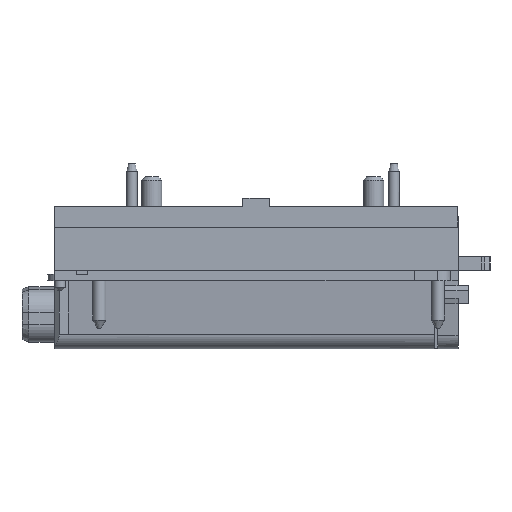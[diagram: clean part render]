
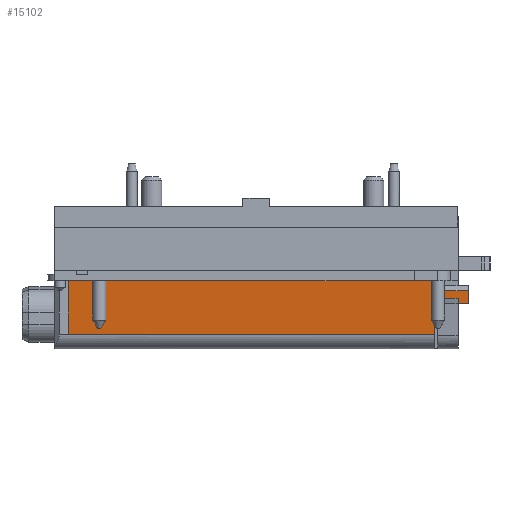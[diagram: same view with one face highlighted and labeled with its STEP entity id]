
A CAD part, front view. The second image highlights one B-rep face of the part: STEP entity #15102.
In plain terms, the highlighted planar face has unit normal (0, -0.996, -0.087).
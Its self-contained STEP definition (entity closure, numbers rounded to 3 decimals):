
#1640=FACE_OUTER_BOUND('',#21454,.T.);
#3617=LINE('',#57616,#17374);
#4745=LINE('',#60088,#18502);
#4748=LINE('',#60094,#18505);
#4756=LINE('',#60115,#18513);
#4760=LINE('',#60123,#18517);
#4763=LINE('',#60131,#18520);
#4792=LINE('',#60216,#18549);
#4795=LINE('',#60223,#18552);
#4814=LINE('',#60279,#18571);
#4846=LINE('',#60344,#18603);
#4849=LINE('',#60350,#18606);
#4850=LINE('',#60352,#18607);
#4851=LINE('',#60353,#18608);
#4852=LINE('',#60354,#18609);
#13472=PLANE('',#39919);
#15102=ADVANCED_FACE('',(#1640),#13472,.T.);
#17374=VECTOR('',#43712,1.);
#18502=VECTOR('',#45818,1.);
#18505=VECTOR('',#45823,1.);
#18513=VECTOR('',#45839,1.);
#18517=VECTOR('',#45845,1.);
#18520=VECTOR('',#45850,1.);
#18549=VECTOR('',#45937,1.);
#18552=VECTOR('',#45942,1.);
#18571=VECTOR('',#46005,1.);
#18603=VECTOR('',#46085,1.);
#18606=VECTOR('',#46094,1.);
#18607=VECTOR('',#46097,1.);
#18608=VECTOR('',#46098,1.);
#18609=VECTOR('',#46099,1.);
#21454=EDGE_LOOP('',(#28116,#28117,#28118,#28119,#28120,#28121,#28122,#28123,
#28124,#28125,#28126,#28127,#28128,#28129));
#28116=ORIENTED_EDGE('',*,*,#36018,.F.);
#28117=ORIENTED_EDGE('',*,*,#36137,.F.);
#28118=ORIENTED_EDGE('',*,*,#34802,.T.);
#28119=ORIENTED_EDGE('',*,*,#36138,.F.);
#28120=ORIENTED_EDGE('',*,*,#36008,.T.);
#28121=ORIENTED_EDGE('',*,*,#36005,.T.);
#28122=ORIENTED_EDGE('',*,*,#36026,.T.);
#28123=ORIENTED_EDGE('',*,*,#36139,.T.);
#28124=ORIENTED_EDGE('',*,*,#36067,.F.);
#28125=ORIENTED_EDGE('',*,*,#36070,.F.);
#28126=ORIENTED_EDGE('',*,*,#36097,.F.);
#28127=ORIENTED_EDGE('',*,*,#36134,.T.);
#28128=ORIENTED_EDGE('',*,*,#36022,.T.);
#28129=ORIENTED_EDGE('',*,*,#36140,.F.);
#31473=VERTEX_POINT('',#57615);
#31474=VERTEX_POINT('',#57617);
#32328=VERTEX_POINT('',#60087);
#32329=VERTEX_POINT('',#60089);
#32331=VERTEX_POINT('',#60095);
#32339=VERTEX_POINT('',#60114);
#32340=VERTEX_POINT('',#60116);
#32342=VERTEX_POINT('',#60122);
#32343=VERTEX_POINT('',#60124);
#32346=VERTEX_POINT('',#60130);
#32374=VERTEX_POINT('',#60217);
#32375=VERTEX_POINT('',#60218);
#32377=VERTEX_POINT('',#60224);
#32392=VERTEX_POINT('',#60280);
#34802=EDGE_CURVE('',#31474,#31473,#3617,.T.);
#36005=EDGE_CURVE('',#32329,#32328,#4745,.T.);
#36008=EDGE_CURVE('',#32331,#32329,#4748,.T.);
#36018=EDGE_CURVE('',#32339,#32340,#4756,.T.);
#36022=EDGE_CURVE('',#32343,#32342,#4760,.T.);
#36026=EDGE_CURVE('',#32328,#32346,#4763,.T.);
#36067=EDGE_CURVE('',#32374,#32375,#4792,.T.);
#36070=EDGE_CURVE('',#32377,#32374,#4795,.T.);
#36097=EDGE_CURVE('',#32392,#32377,#4814,.T.);
#36134=EDGE_CURVE('',#32392,#32343,#4846,.T.);
#36137=EDGE_CURVE('',#31474,#32339,#4849,.T.);
#36138=EDGE_CURVE('',#32331,#31473,#4850,.T.);
#36139=EDGE_CURVE('',#32346,#32375,#4851,.T.);
#36140=EDGE_CURVE('',#32340,#32342,#4852,.T.);
#39919=AXIS2_PLACEMENT_3D('',#60355,#46100,#46101);
#43712=DIRECTION('',(0.,0.087,-0.996));
#45818=DIRECTION('',(-1.,0.,0.));
#45823=DIRECTION('',(0.,-0.087,0.996));
#45839=DIRECTION('',(0.,0.087,-0.996));
#45845=DIRECTION('',(0.,-0.087,0.996));
#45850=DIRECTION('',(0.,-0.087,0.996));
#45937=DIRECTION('',(0.,-0.087,0.996));
#45942=DIRECTION('',(1.,0.,0.));
#46005=DIRECTION('',(0.087,-0.087,0.992));
#46085=DIRECTION('',(1.,0.,0.));
#46094=DIRECTION('',(-1.,0.,0.));
#46097=DIRECTION('',(-1.,0.,0.));
#46098=DIRECTION('',(-1.,0.,0.));
#46099=DIRECTION('',(-1.,0.,0.));
#46100=DIRECTION('',(0.,-0.996,-0.087));
#46101=DIRECTION('',(0.,0.087,-0.996));
#57615=CARTESIAN_POINT('',(60.05,-52.404,-9.812));
#57616=CARTESIAN_POINT('',(60.05,-53.,-3.));
#57617=CARTESIAN_POINT('',(60.05,-52.536,-8.3));
#60087=CARTESIAN_POINT('',(53.,-52.736,-6.016));
#60088=CARTESIAN_POINT('',(63.1,-52.736,-6.016));
#60089=CARTESIAN_POINT('',(63.1,-52.736,-6.016));
#60094=CARTESIAN_POINT('',(63.1,-52.404,-9.812));
#60095=CARTESIAN_POINT('',(63.1,-52.404,-9.812));
#60114=CARTESIAN_POINT('',(53.95,-52.536,-8.3));
#60115=CARTESIAN_POINT('',(53.95,-53.,-3.));
#60116=CARTESIAN_POINT('',(53.95,-52.404,-9.812));
#60122=CARTESIAN_POINT('',(53.,-52.404,-9.812));
#60123=CARTESIAN_POINT('',(53.,-51.583,-19.192));
#60124=CARTESIAN_POINT('',(53.,-51.583,-19.192));
#60130=CARTESIAN_POINT('',(53.,-53.,-3.));
#60131=CARTESIAN_POINT('',(53.,-51.583,-19.192));
#60216=CARTESIAN_POINT('',(-55.85,-53.,-3.));
#60217=CARTESIAN_POINT('',(-55.85,-51.6,-19.002));
#60218=CARTESIAN_POINT('',(-55.85,-53.,-3.));
#60223=CARTESIAN_POINT('',(-72.06,-51.6,-19.002));
#60224=CARTESIAN_POINT('',(-58.55,-51.6,-19.002));
#60279=CARTESIAN_POINT('',(-57.262,-52.888,-4.285));
#60280=CARTESIAN_POINT('',(-58.567,-51.583,-19.192));
#60344=CARTESIAN_POINT('',(-72.06,-51.583,-19.192));
#60350=CARTESIAN_POINT('',(-72.06,-52.536,-8.3));
#60352=CARTESIAN_POINT('',(63.1,-52.404,-9.812));
#60353=CARTESIAN_POINT('',(-72.06,-53.,-3.));
#60354=CARTESIAN_POINT('',(63.1,-52.404,-9.812));
#60355=CARTESIAN_POINT('',(-72.06,-53.,-3.));
